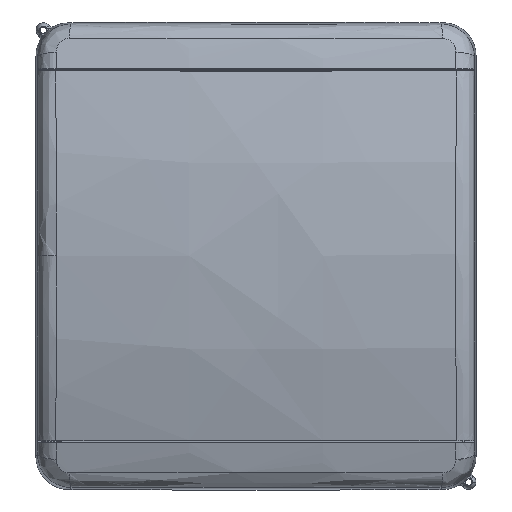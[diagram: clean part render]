
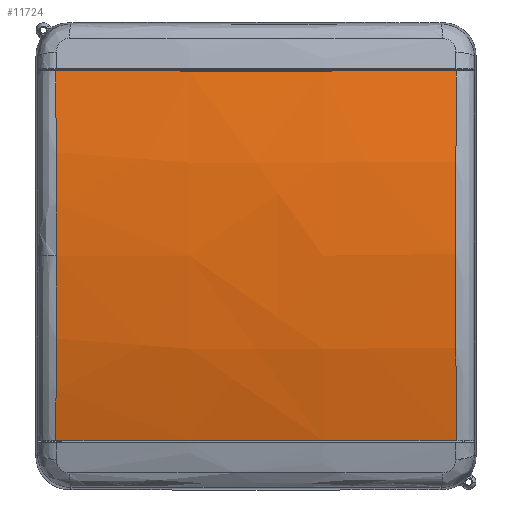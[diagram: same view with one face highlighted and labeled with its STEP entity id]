
A CAD part, top view. The second image highlights one B-rep face of the part: STEP entity #11724.
In plain terms, the highlighted free-form (B-spline) face has degree [3, 3] with [6, 4] control points.
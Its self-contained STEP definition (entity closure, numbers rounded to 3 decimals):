
#179 = CARTESIAN_POINT ( 'NONE',  ( 55.399, 11.524, -5.015 ) ) ;
#268 = VERTEX_POINT ( 'NONE', #21072 ) ;
#286 = CARTESIAN_POINT ( 'NONE',  ( 37.389, 13.142, 65.55 ) ) ;
#1155 = CARTESIAN_POINT ( 'NONE',  ( -37.203, 13.067, -59.982 ) ) ;
#1274 = ORIENTED_EDGE ( 'NONE', *, *, #6992, .F. ) ;
#1564 = ORIENTED_EDGE ( 'NONE', *, *, #32448, .T. ) ;
#3310 = CARTESIAN_POINT ( 'NONE',  ( 55.414, 9.846, 50.028 ) ) ;
#3423 = CARTESIAN_POINT ( 'NONE',  ( 37.389, 13.142, -65.55 ) ) ;
#3948 = FACE_OUTER_BOUND ( 'NONE', #51008, .T. ) ;
#4973 = CARTESIAN_POINT ( 'NONE',  ( -37.203, 13.067, 59.982 ) ) ;
#6992 = EDGE_CURVE ( 'NONE', #48605, #27910, #39883, .T. ) ;
#7361 = CARTESIAN_POINT ( 'NONE',  ( -18.696, 19.497, 21.971 ) ) ;
#7533 = CARTESIAN_POINT ( 'NONE',  ( -55.399, 11.524, -5.015 ) ) ;
#7557 = B_SPLINE_CURVE_WITH_KNOTS ( 'NONE', 3,
 ( #37915, #13690, #21284, #1155, #13960, #37670 ),
 .UNSPECIFIED., .F., .F.,
 ( 4, 2, 4 ),
 ( 0., 0.028, 0.056 ),
 .UNSPECIFIED. ) ;
#7615 = CARTESIAN_POINT ( 'NONE',  ( 18.696, 19.497, -21.971 ) ) ;
#7864 = CARTESIAN_POINT ( 'NONE',  ( 55.5, 12.497, 21.971 ) ) ;
#8020 = CARTESIAN_POINT ( 'NONE',  ( 55.409, 10.475, -40.039 ) ) ;
#8141 = CARTESIAN_POINT ( 'NONE',  ( 18.696, 15.5, 65.55 ) ) ;
#8642 = CARTESIAN_POINT ( 'NONE',  ( 55.421, 9.007, 60.008 ) ) ;
#11266 = CARTESIAN_POINT ( 'NONE',  ( -37.389, 17.14, -21.971 ) ) ;
#11459 = CARTESIAN_POINT ( 'NONE',  ( -55.401, 11.314, 20.02 ) ) ;
#11724 = ADVANCED_FACE ( '�����3', ( #3948 ), #36839, .T. ) ;
#12326 = CARTESIAN_POINT ( 'NONE',  ( -55.5, 8.5, -65.55 ) ) ;
#12364 = CARTESIAN_POINT ( 'NONE',  ( 18.658, 15.404, -59.967 ) ) ;
#13690 = CARTESIAN_POINT ( 'NONE',  ( -9.347, 15.99, -59.964 ) ) ;
#13960 = CARTESIAN_POINT ( 'NONE',  ( -46.367, 11.325, -59.993 ) ) ;
#15364 = CARTESIAN_POINT ( 'NONE',  ( -55.421, 9.007, -60.008 ) ) ;
#15613 = CARTESIAN_POINT ( 'NONE',  ( 55.421, 9.007, -60.008 ) ) ;
#15732 = CARTESIAN_POINT ( 'NONE',  ( 37.389, 17.14, 21.971 ) ) ;
#15910 = CARTESIAN_POINT ( 'NONE',  ( -55.403, 11.104, -25.038 ) ) ;
#16128 = CARTESIAN_POINT ( 'NONE',  ( 55.403, 11.104, -25.038 ) ) ;
#16240 = CARTESIAN_POINT ( 'NONE',  ( 55.5, 8.5, -65.55 ) ) ;
#17270 = CARTESIAN_POINT ( 'NONE',  ( 37.203, 13.067, 59.982 ) ) ;
#17750 = CARTESIAN_POINT ( 'NONE',  ( -55.421, 9.007, -60.008 ) ) ;
#17773 = CARTESIAN_POINT ( 'NONE',  ( -18.658, 15.404, 59.967 ) ) ;
#19145 = CARTESIAN_POINT ( 'NONE',  ( 55.421, 9.007, -60.008 ) ) ;
#19400 = CARTESIAN_POINT ( 'NONE',  ( 46.367, 11.325, -59.993 ) ) ;
#19542 = CARTESIAN_POINT ( 'NONE',  ( -55.409, 10.475, 40.034 ) ) ;
#19788 = CARTESIAN_POINT ( 'NONE',  ( 55.399, 11.524, 10.007 ) ) ;
#19910 = CARTESIAN_POINT ( 'NONE',  ( -55.5, 12.497, 21.971 ) ) ;
#21072 = CARTESIAN_POINT ( 'NONE',  ( -55.421, 9.007, 60.008 ) ) ;
#21284 = CARTESIAN_POINT ( 'NONE',  ( -18.658, 15.404, -59.967 ) ) ;
#23179 = CARTESIAN_POINT ( 'NONE',  ( 55.4, 11.471, -10.023 ) ) ;
#23328 = CARTESIAN_POINT ( 'NONE',  ( 9.347, 15.99, -59.964 ) ) ;
#23465 = CARTESIAN_POINT ( 'NONE',  ( -55.409, 10.475, -40.039 ) ) ;
#23535 = EDGE_CURVE ( 'NONE', #268, #27910, #23982, .T. ) ;
#23719 = CARTESIAN_POINT ( 'NONE',  ( -55.421, 9.007, 60.008 ) ) ;
#23982 = B_SPLINE_CURVE_WITH_KNOTS ( 'NONE', 3,
 ( #32904, #49065, #4973, #17773, #36795, #40966, #29489, #17270, #49555, #8642 ),
 .UNSPECIFIED., .F., .F.,
 ( 4, 2, 2, 2, 4 ),
 ( 0., 0.028, 0.056, 0.084, 0.112 ),
 .UNSPECIFIED. ) ;
#27184 = CARTESIAN_POINT ( 'NONE',  ( -55.5, 12.497, -21.971 ) ) ;
#27557 = VERTEX_POINT ( 'NONE', #50688 ) ;
#27879 = CARTESIAN_POINT ( 'NONE',  ( -55.4, 11.471, -10.023 ) ) ;
#27910 = VERTEX_POINT ( 'NONE', #40171 ) ;
#27959 = CARTESIAN_POINT ( 'NONE',  ( -37.389, 13.142, 65.55 ) ) ;
#29176 = ORIENTED_EDGE ( 'NONE', *, *, #46581, .T. ) ;
#29196 = ORIENTED_EDGE ( 'NONE', *, *, #23535, .T. ) ;
#29489 = CARTESIAN_POINT ( 'NONE',  ( 18.658, 15.404, 59.967 ) ) ;
#31241 = CARTESIAN_POINT ( 'NONE',  ( 55.409, 10.475, 40.034 ) ) ;
#31272 = CARTESIAN_POINT ( 'NONE',  ( -55.414, 9.846, -50.029 ) ) ;
#31517 = CARTESIAN_POINT ( 'NONE',  ( 55.414, 9.846, -50.029 ) ) ;
#31624 = CARTESIAN_POINT ( 'NONE',  ( -18.696, 19.497, -21.971 ) ) ;
#31800 = CARTESIAN_POINT ( 'NONE',  ( -55.414, 9.846, 50.028 ) ) ;
#32026 = CARTESIAN_POINT ( 'NONE',  ( 55.421, 9.007, 60.008 ) ) ;
#32139 = CARTESIAN_POINT ( 'NONE',  ( 55.5, 8.5, 65.55 ) ) ;
#32179 = CARTESIAN_POINT ( 'NONE',  ( 37.203, 13.067, -59.982 ) ) ;
#32448 = EDGE_CURVE ( 'NONE', #48605, #27557, #45296, .T. ) ;
#32904 = CARTESIAN_POINT ( 'NONE',  ( -55.421, 9.007, 60.008 ) ) ;
#35516 = CARTESIAN_POINT ( 'NONE',  ( -37.389, 17.14, 21.971 ) ) ;
#35928 = CARTESIAN_POINT ( 'NONE',  ( 55.401, 11.314, 20.02 ) ) ;
#36795 = CARTESIAN_POINT ( 'NONE',  ( -9.347, 15.99, 59.964 ) ) ;
#36839 = B_SPLINE_SURFACE_WITH_KNOTS ( 'NONE', 3, 3, ( 
 ( #16240, #43869, #7864, #32139 ),
 ( #3423, #43607, #15732, #286 ),
 ( #43092, #7615, #43357, #8141 ),
 ( #39948, #31624, #7361, #40195 ),
 ( #48033, #11266, #35516, #27959 ),
 ( #12326, #27184, #19910, #44141 ) ),
 .UNSPECIFIED., .F., .F., .F.,
 ( 4, 2, 4 ),
 ( 4, 4 ),
 ( 0., 0.5, 1. ),
 ( 0., 1. ),
 .UNSPECIFIED. ) ;
#37670 = CARTESIAN_POINT ( 'NONE',  ( -55.421, 9.007, -60.008 ) ) ;
#37915 = CARTESIAN_POINT ( 'NONE',  ( 0., 15.99, -59.964 ) ) ;
#39329 = CARTESIAN_POINT ( 'NONE',  ( -55.399, 11.524, 10.007 ) ) ;
#39459 = B_SPLINE_CURVE_WITH_KNOTS ( 'NONE', 3,
 ( #15364, #31272, #23465, #15910, #44065, #27879, #7533, #39329, #11459, #19542, #31800, #23719 ),
 .UNSPECIFIED., .F., .F.,
 ( 4, 2, 2, 2, 2, 4 ),
 ( 0.005, 0.036, 0.051, 0.066, 0.096, 0.126 ),
 .UNSPECIFIED. ) ;
#39883 = B_SPLINE_CURVE_WITH_KNOTS ( 'NONE', 3,
 ( #15613, #31517, #8020, #16128, #47409, #23179, #179, #19788, #35928, #31241, #3310, #32026 ),
 .UNSPECIFIED., .F., .F.,
 ( 4, 2, 2, 2, 2, 4 ),
 ( 0.005, 0.036, 0.051, 0.066, 0.096, 0.126 ),
 .UNSPECIFIED. ) ;
#39948 = CARTESIAN_POINT ( 'NONE',  ( -18.696, 15.5, -65.55 ) ) ;
#39981 = CARTESIAN_POINT ( 'NONE',  ( 0., 15.99, -59.964 ) ) ;
#40171 = CARTESIAN_POINT ( 'NONE',  ( 55.421, 9.007, 60.008 ) ) ;
#40195 = CARTESIAN_POINT ( 'NONE',  ( -18.696, 15.5, 65.55 ) ) ;
#40331 = VERTEX_POINT ( 'NONE', #17750 ) ;
#40966 = CARTESIAN_POINT ( 'NONE',  ( 9.347, 15.99, 59.964 ) ) ;
#43092 = CARTESIAN_POINT ( 'NONE',  ( 18.696, 15.5, -65.55 ) ) ;
#43357 = CARTESIAN_POINT ( 'NONE',  ( 18.696, 19.497, 21.971 ) ) ;
#43425 = EDGE_CURVE ( 'NONE', #40331, #268, #39459, .T. ) ;
#43607 = CARTESIAN_POINT ( 'NONE',  ( 37.389, 17.14, -21.971 ) ) ;
#43869 = CARTESIAN_POINT ( 'NONE',  ( 55.5, 12.497, -21.971 ) ) ;
#44065 = CARTESIAN_POINT ( 'NONE',  ( -55.402, 11.261, -20.035 ) ) ;
#44141 = CARTESIAN_POINT ( 'NONE',  ( -55.5, 8.5, 65.55 ) ) ;
#45256 = CARTESIAN_POINT ( 'NONE',  ( 55.421, 9.007, -60.008 ) ) ;
#45296 = B_SPLINE_CURVE_WITH_KNOTS ( 'NONE', 3,
 ( #19145, #19400, #32179, #12364, #23328, #39981 ),
 .UNSPECIFIED., .F., .F.,
 ( 4, 2, 4 ),
 ( 0., 0.028, 0.056 ),
 .UNSPECIFIED. ) ;
#45970 = ORIENTED_EDGE ( 'NONE', *, *, #43425, .T. ) ;
#46581 = EDGE_CURVE ( 'NONE', #27557, #40331, #7557, .T. ) ;
#47409 = CARTESIAN_POINT ( 'NONE',  ( 55.402, 11.261, -20.035 ) ) ;
#48033 = CARTESIAN_POINT ( 'NONE',  ( -37.389, 13.142, -65.55 ) ) ;
#48605 = VERTEX_POINT ( 'NONE', #45256 ) ;
#49065 = CARTESIAN_POINT ( 'NONE',  ( -46.367, 11.325, 59.993 ) ) ;
#49555 = CARTESIAN_POINT ( 'NONE',  ( 46.367, 11.325, 59.993 ) ) ;
#50688 = CARTESIAN_POINT ( 'NONE',  ( 0., 15.99, -59.964 ) ) ;
#51008 = EDGE_LOOP ( 'NONE', ( #29196, #1274, #1564, #29176, #45970 ) ) ;
